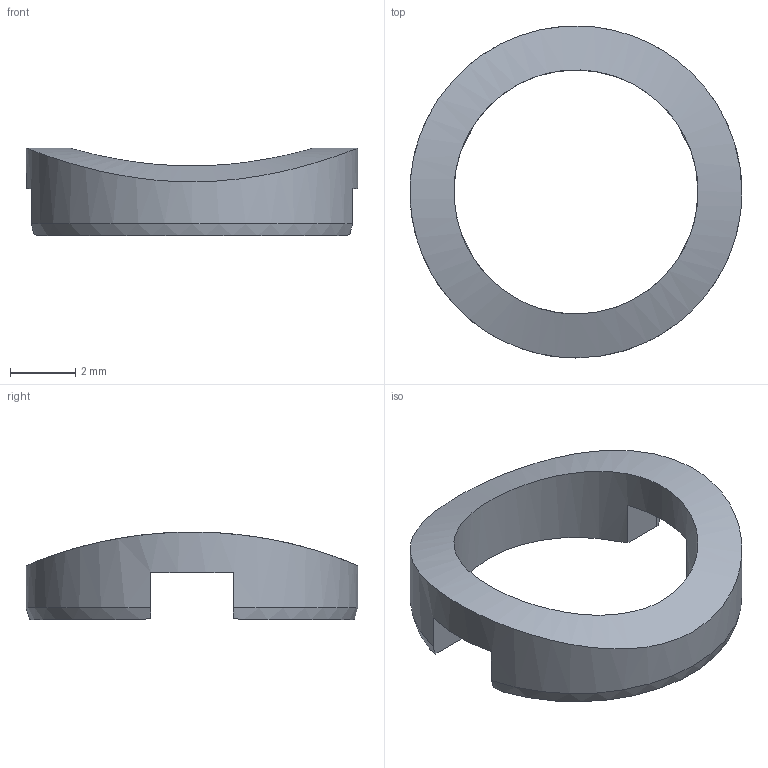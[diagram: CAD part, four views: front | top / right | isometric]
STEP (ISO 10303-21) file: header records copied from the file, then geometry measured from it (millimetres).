
FILE_DESCRIPTION(/* description */ (''),/* implementation_level */ '2;1');
FILE_NAME(/* name */ 'SINGLE_BUTTON_RING v1.step',/* time_stamp */ '2020-03-10T16:26:31+01:00',/* author */ (''),/* organization */ (''),/* preprocessor_version */ 'ST-DEVELOPER v18',/* originating_system */ 'Autodesk Translation Framework v8.12.0.6',/* authorisation */ '');
FILE_SCHEMA (('AUTOMOTIVE_DESIGN { 1 0 10303 214 3 1 1 }'));
Length unit declared in the file: millimetre
Products named in the file (1): SINGLE_BUTTON_RING
Bounding box: 10.2 x 10.2 x 2.7 mm (x, y, z)
Volume: 76.1 mm3; surface area: 194.1 mm2
Topology: 1 solids, 1 shells, 22 faces, 64 edges, 43 vertices
Faces by surface type: plane 17, cone 2, cylinder 2, bspline 1
Full cylindrical faces by diameter (mm): 7.5 x1, 10.2 x1
Entity records: 855 total; most frequent: CARTESIAN_POINT 232, ORIENTED_EDGE 128, DIRECTION 124, EDGE_CURVE 64, AXIS2_PLACEMENT_3D 46, VERTEX_POINT 43, LINE 32, VECTOR 32
